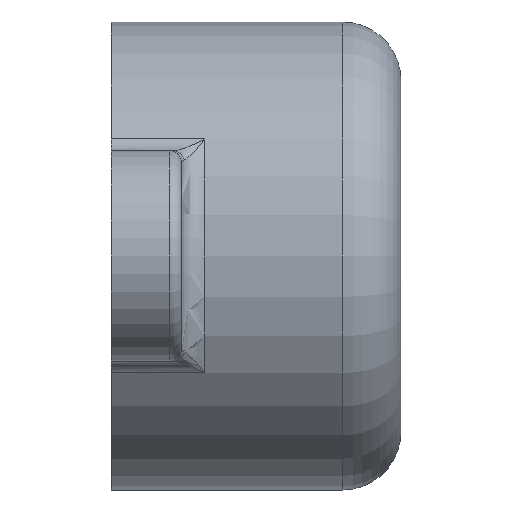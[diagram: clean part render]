
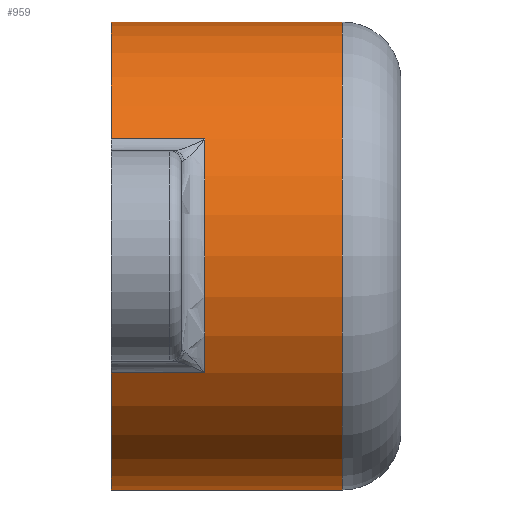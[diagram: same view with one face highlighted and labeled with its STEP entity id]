
A CAD part, left-side view. The second image highlights one B-rep face of the part: STEP entity #959.
In plain terms, the highlighted cylindrical face has radius 10 mm (diameter 20 mm), a partial arc.
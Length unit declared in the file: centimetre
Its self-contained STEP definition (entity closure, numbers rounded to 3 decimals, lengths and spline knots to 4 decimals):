
#2 = EDGE_CURVE ( 'NONE', #1097, #1374, #444, .T. ) ;
#22 = AXIS2_PLACEMENT_3D ( 'NONE', #1141, #442, #459 ) ;
#26 = CIRCLE ( 'NONE', #1220, 1. ) ;
#83 = VERTEX_POINT ( 'NONE', #1441 ) ;
#108 = DIRECTION ( 'NONE',  ( 0., 1., 0. ) ) ;
#166 = VECTOR ( 'NONE', #591, 100. ) ;
#198 = EDGE_CURVE ( 'NONE', #684, #999, #303, .T. ) ;
#256 = CARTESIAN_POINT ( 'NONE',  ( -0.866, 1.2639, -0.5 ) ) ;
#263 = EDGE_CURVE ( 'NONE', #1281, #1196, #536, .T. ) ;
#272 = DIRECTION ( 'NONE',  ( 0., 1., 0. ) ) ;
#273 = DIRECTION ( 'NONE',  ( 0., -1., 0. ) ) ;
#300 = DIRECTION ( 'NONE',  ( 0., -1., 0. ) ) ;
#303 = LINE ( 'NONE', #868, #1327 ) ;
#304 = DIRECTION ( 'NONE',  ( 0., -1., 0. ) ) ;
#326 = ORIENTED_EDGE ( 'NONE', *, *, #2, .T. ) ;
#352 = FACE_OUTER_BOUND ( 'NONE', #594, .T. ) ;
#399 = CYLINDRICAL_SURFACE ( 'NONE', #22, 1. ) ;
#409 = CARTESIAN_POINT ( 'NONE',  ( 0., 0.8639, 0. ) ) ;
#421 = DIRECTION ( 'NONE',  ( 0., 0., -1. ) ) ;
#442 = DIRECTION ( 'NONE',  ( 0., -1., 0. ) ) ;
#444 = LINE ( 'NONE', #1283, #764 ) ;
#459 = DIRECTION ( 'NONE',  ( 0., 0., -1. ) ) ;
#496 = ORIENTED_EDGE ( 'NONE', *, *, #1104, .T. ) ;
#518 = ORIENTED_EDGE ( 'NONE', *, *, #1303, .T. ) ;
#536 = CIRCLE ( 'NONE', #556, 1. ) ;
#556 = AXIS2_PLACEMENT_3D ( 'NONE', #1367, #108, #650 ) ;
#580 = AXIS2_PLACEMENT_3D ( 'NONE', #409, #610, #1210 ) ;
#591 = DIRECTION ( 'NONE',  ( 0., -1., 0. ) ) ;
#594 = EDGE_LOOP ( 'NONE', ( #1198, #518, #1202, #923, #326, #496, #1424, #1017 ) ) ;
#610 = DIRECTION ( 'NONE',  ( 0., -1., 0. ) ) ;
#615 = CARTESIAN_POINT ( 'NONE',  ( -0.866, 0.8639, -0.5 ) ) ;
#624 = EDGE_CURVE ( 'NONE', #672, #1281, #753, .T. ) ;
#629 = CARTESIAN_POINT ( 'NONE',  ( 0., 0., 1. ) ) ;
#650 = DIRECTION ( 'NONE',  ( 0., 0., 1. ) ) ;
#672 = VERTEX_POINT ( 'NONE', #838 ) ;
#684 = VERTEX_POINT ( 'NONE', #1052 ) ;
#753 = LINE ( 'NONE', #1065, #166 ) ;
#764 = VECTOR ( 'NONE', #272, 100. ) ;
#802 = LINE ( 'NONE', #629, #818 ) ;
#818 = VECTOR ( 'NONE', #273, 100. ) ;
#838 = CARTESIAN_POINT ( 'NONE',  ( 0., 1.2639, -1. ) ) ;
#868 = CARTESIAN_POINT ( 'NONE',  ( -0.866, 0., 0.5 ) ) ;
#871 = CARTESIAN_POINT ( 'NONE',  ( 0., 1.2639, 0. ) ) ;
#880 = CIRCLE ( 'NONE', #580, 1. ) ;
#892 = CARTESIAN_POINT ( 'NONE',  ( 0., 0.275, 1. ) ) ;
#923 = ORIENTED_EDGE ( 'NONE', *, *, #1266, .T. ) ;
#959 = ADVANCED_FACE ( 'NONE', ( #352 ), #399, .T. ) ;
#985 = CARTESIAN_POINT ( 'NONE',  ( 0., 1.2639, 0. ) ) ;
#988 = DIRECTION ( 'NONE',  ( 0., -1., 0. ) ) ;
#999 = VERTEX_POINT ( 'NONE', #1010 ) ;
#1003 = AXIS2_PLACEMENT_3D ( 'NONE', #871, #988, #1466 ) ;
#1010 = CARTESIAN_POINT ( 'NONE',  ( -0.866, 0.8639, 0.5 ) ) ;
#1017 = ORIENTED_EDGE ( 'NONE', *, *, #263, .T. ) ;
#1052 = CARTESIAN_POINT ( 'NONE',  ( -0.866, 1.2639, 0.5 ) ) ;
#1065 = CARTESIAN_POINT ( 'NONE',  ( 0., 0., -1. ) ) ;
#1097 = VERTEX_POINT ( 'NONE', #615 ) ;
#1103 = CARTESIAN_POINT ( 'NONE',  ( 0., 0.275, -1. ) ) ;
#1104 = EDGE_CURVE ( 'NONE', #1374, #672, #26, .T. ) ;
#1141 = CARTESIAN_POINT ( 'NONE',  ( 0., 0., 0. ) ) ;
#1183 = CIRCLE ( 'NONE', #1003, 1. ) ;
#1196 = VERTEX_POINT ( 'NONE', #892 ) ;
#1198 = ORIENTED_EDGE ( 'NONE', *, *, #1278, .F. ) ;
#1202 = ORIENTED_EDGE ( 'NONE', *, *, #198, .T. ) ;
#1210 = DIRECTION ( 'NONE',  ( 0., 0., 1. ) ) ;
#1220 = AXIS2_PLACEMENT_3D ( 'NONE', #985, #304, #421 ) ;
#1266 = EDGE_CURVE ( 'NONE', #999, #1097, #880, .T. ) ;
#1278 = EDGE_CURVE ( 'NONE', #83, #1196, #802, .T. ) ;
#1281 = VERTEX_POINT ( 'NONE', #1103 ) ;
#1283 = CARTESIAN_POINT ( 'NONE',  ( -0.866, 0., -0.5 ) ) ;
#1303 = EDGE_CURVE ( 'NONE', #83, #684, #1183, .T. ) ;
#1327 = VECTOR ( 'NONE', #300, 100. ) ;
#1367 = CARTESIAN_POINT ( 'NONE',  ( 0., 0.275, 0. ) ) ;
#1374 = VERTEX_POINT ( 'NONE', #256 ) ;
#1424 = ORIENTED_EDGE ( 'NONE', *, *, #624, .T. ) ;
#1441 = CARTESIAN_POINT ( 'NONE',  ( 0., 1.2639, 1. ) ) ;
#1466 = DIRECTION ( 'NONE',  ( 0., 0., -1. ) ) ;
